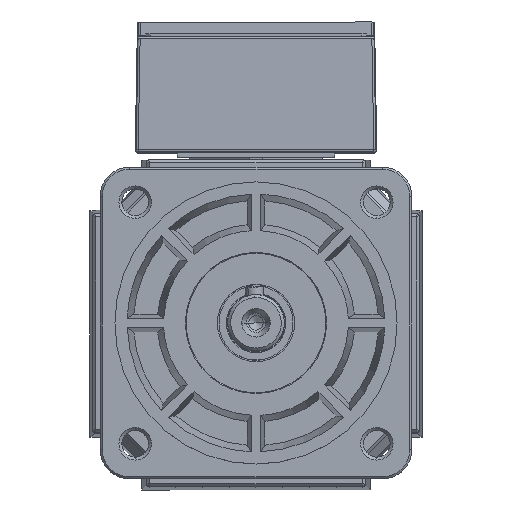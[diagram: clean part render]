
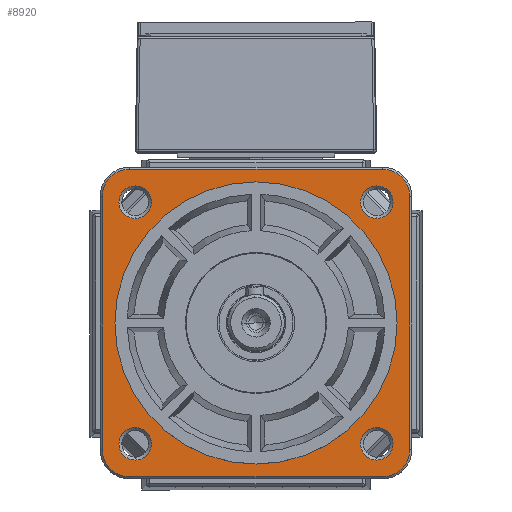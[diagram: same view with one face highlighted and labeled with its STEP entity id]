
A CAD part, top view. The second image highlights one B-rep face of the part: STEP entity #8920.
In plain terms, the highlighted planar face has unit normal (0, 0, 1).
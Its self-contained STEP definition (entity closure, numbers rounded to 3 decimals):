
#6425=CARTESIAN_POINT('',(0.,47.5,130.5));
#6426=VERTEX_POINT('',#6425);
#6435=CARTESIAN_POINT('',(0.,-47.5,130.5));
#6436=VERTEX_POINT('',#6435);
#6437=CARTESIAN_POINT('',(0.,0.,130.5));
#6438=DIRECTION('',(0.0,0.0,1.0));
#6439=DIRECTION('',(0.0,1.0,0.0));
#6440=AXIS2_PLACEMENT_3D('',#6437,#6438,#6439);
#6441=CIRCLE('',#6440,47.5);
#6442=EDGE_CURVE('',#6426,#6436,#6441,.T.);
#6530=CARTESIAN_POINT('',(40.659,46.159,130.5));
#6531=VERTEX_POINT('',#6530);
#6545=CARTESIAN_POINT('',(40.659,35.159,130.5));
#6546=VERTEX_POINT('',#6545);
#6553=CARTESIAN_POINT('',(40.659,40.659,130.5));
#6554=DIRECTION('',(0.0,0.0,1.0));
#6555=DIRECTION('',(0.0,1.0,0.0));
#6556=AXIS2_PLACEMENT_3D('',#6553,#6554,#6555);
#6557=CIRCLE('',#6556,5.5);
#6558=EDGE_CURVE('',#6546,#6531,#6557,.T.);
#6631=CARTESIAN_POINT('',(40.659,-35.159,130.5));
#6632=VERTEX_POINT('',#6631);
#6646=CARTESIAN_POINT('',(40.659,-46.159,130.5));
#6647=VERTEX_POINT('',#6646);
#6654=CARTESIAN_POINT('',(40.659,-40.659,130.5));
#6655=DIRECTION('',(0.0,0.0,1.0));
#6656=DIRECTION('',(0.0,1.0,0.0));
#6657=AXIS2_PLACEMENT_3D('',#6654,#6655,#6656);
#6658=CIRCLE('',#6657,5.5);
#6659=EDGE_CURVE('',#6647,#6632,#6658,.T.);
#6732=CARTESIAN_POINT('',(-40.659,-35.159,130.5));
#6733=VERTEX_POINT('',#6732);
#6747=CARTESIAN_POINT('',(-40.659,-46.159,130.5));
#6748=VERTEX_POINT('',#6747);
#6755=CARTESIAN_POINT('',(-40.659,-40.659,130.5));
#6756=DIRECTION('',(0.0,0.0,1.0));
#6757=DIRECTION('',(0.0,1.0,0.0));
#6758=AXIS2_PLACEMENT_3D('',#6755,#6756,#6757);
#6759=CIRCLE('',#6758,5.5);
#6760=EDGE_CURVE('',#6748,#6733,#6759,.T.);
#6833=CARTESIAN_POINT('',(-40.659,46.159,130.5));
#6834=VERTEX_POINT('',#6833);
#6848=CARTESIAN_POINT('',(-40.659,35.159,130.5));
#6849=VERTEX_POINT('',#6848);
#6856=CARTESIAN_POINT('',(-40.659,40.659,130.5));
#6857=DIRECTION('',(0.0,0.0,1.0));
#6858=DIRECTION('',(0.0,1.0,0.0));
#6859=AXIS2_PLACEMENT_3D('',#6856,#6857,#6858);
#6860=CIRCLE('',#6859,5.5);
#6861=EDGE_CURVE('',#6849,#6834,#6860,.T.);
#8789=CARTESIAN_POINT('',(-40.659,40.659,130.5));
#8790=DIRECTION('',(0.0,0.0,1.0));
#8791=DIRECTION('',(0.0,1.0,0.0));
#8792=AXIS2_PLACEMENT_3D('',#8789,#8790,#8791);
#8793=CIRCLE('',#8792,5.5);
#8794=EDGE_CURVE('',#6834,#6849,#8793,.T.);
#8801=CARTESIAN_POINT('',(0.,0.,130.5));
#8802=DIRECTION('',(0.0,0.0,-1.0));
#8803=DIRECTION('',(0.0,1.0,0.0));
#8804=AXIS2_PLACEMENT_3D('',#8801,#8802,#8803);
#8805=PLANE('',#8804);
#8806=CARTESIAN_POINT('',(51.8,42.5,130.5));
#8807=VERTEX_POINT('',#8806);
#8808=CARTESIAN_POINT('',(51.8,-42.5,130.5));
#8809=VERTEX_POINT('',#8808);
#8810=CARTESIAN_POINT('',(51.8,42.5,130.5));
#8811=DIRECTION('',(0.0,-1.0,0.0));
#8812=VECTOR('',#8811,85.);
#8813=LINE('',#8810,#8812);
#8814=EDGE_CURVE('',#8807,#8809,#8813,.T.);
#8815=ORIENTED_EDGE('',*,*,#8814,.F.);
#8816=CARTESIAN_POINT('',(42.5,51.8,130.5));
#8817=VERTEX_POINT('',#8816);
#8818=CARTESIAN_POINT('',(42.5,42.5,130.5));
#8819=DIRECTION('',(0.0,0.0,-1.0));
#8820=DIRECTION('',(1.0,0.0,0.0));
#8821=AXIS2_PLACEMENT_3D('',#8818,#8819,#8820);
#8822=CIRCLE('',#8821,9.3);
#8823=EDGE_CURVE('',#8817,#8807,#8822,.T.);
#8824=ORIENTED_EDGE('',*,*,#8823,.F.);
#8825=CARTESIAN_POINT('',(-42.5,51.8,130.5));
#8826=VERTEX_POINT('',#8825);
#8827=CARTESIAN_POINT('',(-42.5,51.8,130.5));
#8828=DIRECTION('',(1.0,0.0,0.0));
#8829=VECTOR('',#8828,85.);
#8830=LINE('',#8827,#8829);
#8831=EDGE_CURVE('',#8826,#8817,#8830,.T.);
#8832=ORIENTED_EDGE('',*,*,#8831,.F.);
#8833=CARTESIAN_POINT('',(-51.8,42.5,130.5));
#8834=VERTEX_POINT('',#8833);
#8835=CARTESIAN_POINT('',(-42.5,42.5,130.5));
#8836=DIRECTION('',(0.0,0.0,-1.0));
#8837=DIRECTION('',(0.0,1.0,0.0));
#8838=AXIS2_PLACEMENT_3D('',#8835,#8836,#8837);
#8839=CIRCLE('',#8838,9.3);
#8840=EDGE_CURVE('',#8834,#8826,#8839,.T.);
#8841=ORIENTED_EDGE('',*,*,#8840,.F.);
#8842=CARTESIAN_POINT('',(-51.8,-42.5,130.5));
#8843=VERTEX_POINT('',#8842);
#8844=CARTESIAN_POINT('',(-51.8,-42.5,130.5));
#8845=DIRECTION('',(0.0,1.0,0.0));
#8846=VECTOR('',#8845,85.0);
#8847=LINE('',#8844,#8846);
#8848=EDGE_CURVE('',#8843,#8834,#8847,.T.);
#8849=ORIENTED_EDGE('',*,*,#8848,.F.);
#8850=CARTESIAN_POINT('',(-42.5,-51.8,130.5));
#8851=VERTEX_POINT('',#8850);
#8852=CARTESIAN_POINT('',(-42.5,-42.5,130.5));
#8853=DIRECTION('',(0.0,0.0,-1.0));
#8854=DIRECTION('',(-1.0,0.0,0.0));
#8855=AXIS2_PLACEMENT_3D('',#8852,#8853,#8854);
#8856=CIRCLE('',#8855,9.3);
#8857=EDGE_CURVE('',#8851,#8843,#8856,.T.);
#8858=ORIENTED_EDGE('',*,*,#8857,.F.);
#8859=CARTESIAN_POINT('',(42.5,-51.8,130.5));
#8860=VERTEX_POINT('',#8859);
#8861=CARTESIAN_POINT('',(42.5,-51.8,130.5));
#8862=DIRECTION('',(-1.0,0.0,0.0));
#8863=VECTOR('',#8862,85.);
#8864=LINE('',#8861,#8863);
#8865=EDGE_CURVE('',#8860,#8851,#8864,.T.);
#8866=ORIENTED_EDGE('',*,*,#8865,.F.);
#8867=CARTESIAN_POINT('',(42.5,-42.5,130.5));
#8868=DIRECTION('',(0.0,0.0,-1.0));
#8869=DIRECTION('',(0.0,-1.0,0.0));
#8870=AXIS2_PLACEMENT_3D('',#8867,#8868,#8869);
#8871=CIRCLE('',#8870,9.3);
#8872=EDGE_CURVE('',#8809,#8860,#8871,.T.);
#8873=ORIENTED_EDGE('',*,*,#8872,.F.);
#8874=EDGE_LOOP('',(#8815,#8824,#8832,#8841,#8849,#8858,#8866,#8873));
#8875=FACE_OUTER_BOUND('',#8874,.T.);
#8876=ORIENTED_EDGE('',*,*,#6760,.F.);
#8877=CARTESIAN_POINT('',(-40.659,-40.659,130.5));
#8878=DIRECTION('',(0.0,0.0,1.0));
#8879=DIRECTION('',(0.0,1.0,0.0));
#8880=AXIS2_PLACEMENT_3D('',#8877,#8878,#8879);
#8881=CIRCLE('',#8880,5.5);
#8882=EDGE_CURVE('',#6733,#6748,#8881,.T.);
#8883=ORIENTED_EDGE('',*,*,#8882,.F.);
#8884=EDGE_LOOP('',(#8876,#8883));
#8885=FACE_BOUND('',#8884,.T.);
#8886=ORIENTED_EDGE('',*,*,#6558,.F.);
#8887=CARTESIAN_POINT('',(40.659,40.659,130.5));
#8888=DIRECTION('',(0.0,0.0,1.0));
#8889=DIRECTION('',(0.0,1.0,0.0));
#8890=AXIS2_PLACEMENT_3D('',#8887,#8888,#8889);
#8891=CIRCLE('',#8890,5.5);
#8892=EDGE_CURVE('',#6531,#6546,#8891,.T.);
#8893=ORIENTED_EDGE('',*,*,#8892,.F.);
#8894=EDGE_LOOP('',(#8886,#8893));
#8895=FACE_BOUND('',#8894,.T.);
#8896=CARTESIAN_POINT('',(0.,0.,130.5));
#8897=DIRECTION('',(0.0,0.0,1.0));
#8898=DIRECTION('',(0.0,1.0,0.0));
#8899=AXIS2_PLACEMENT_3D('',#8896,#8897,#8898);
#8900=CIRCLE('',#8899,47.5);
#8901=EDGE_CURVE('',#6436,#6426,#8900,.T.);
#8902=ORIENTED_EDGE('',*,*,#8901,.F.);
#8903=ORIENTED_EDGE('',*,*,#6442,.F.);
#8904=EDGE_LOOP('',(#8902,#8903));
#8905=FACE_BOUND('',#8904,.T.);
#8906=ORIENTED_EDGE('',*,*,#6659,.F.);
#8907=CARTESIAN_POINT('',(40.659,-40.659,130.5));
#8908=DIRECTION('',(0.0,0.0,1.0));
#8909=DIRECTION('',(0.0,1.0,0.0));
#8910=AXIS2_PLACEMENT_3D('',#8907,#8908,#8909);
#8911=CIRCLE('',#8910,5.5);
#8912=EDGE_CURVE('',#6632,#6647,#8911,.T.);
#8913=ORIENTED_EDGE('',*,*,#8912,.F.);
#8914=EDGE_LOOP('',(#8906,#8913));
#8915=FACE_BOUND('',#8914,.T.);
#8916=ORIENTED_EDGE('',*,*,#6861,.F.);
#8917=ORIENTED_EDGE('',*,*,#8794,.F.);
#8918=EDGE_LOOP('',(#8916,#8917));
#8919=FACE_BOUND('',#8918,.T.);
#8920=ADVANCED_FACE('',(#8875,#8885,#8895,#8905,#8915,#8919),#8805,.F.);
